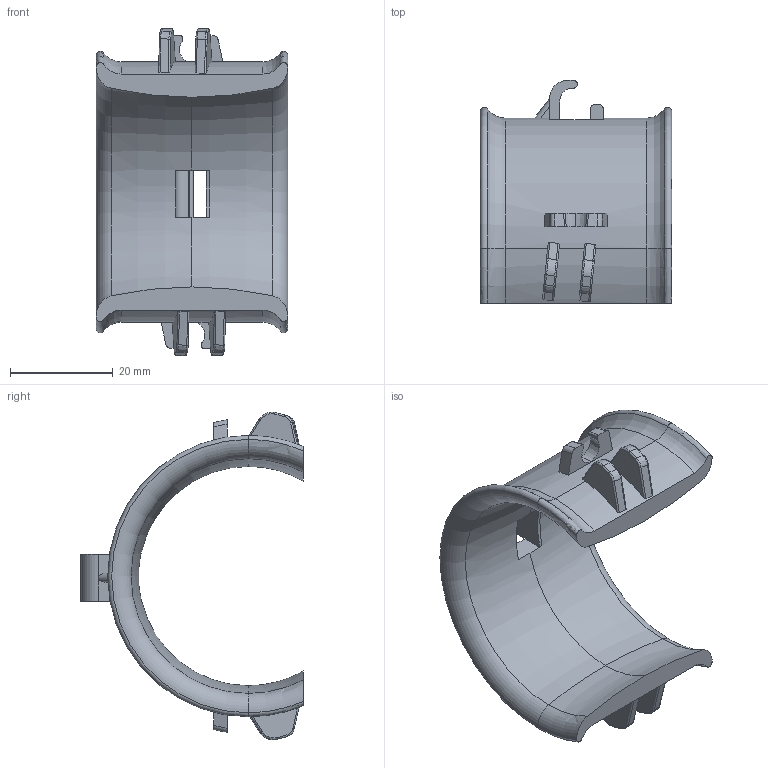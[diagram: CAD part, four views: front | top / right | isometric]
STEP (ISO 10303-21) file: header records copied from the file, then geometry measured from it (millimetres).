
FILE_DESCRIPTION (( 'STEP AP203' ), '1' );
FILE_NAME ('WBRS200.STEP', '2024-04-09T00:42:00', ( '' ), ( '' ), 'SwSTEP 2.0', 'SolidWorks 2021', '' );
FILE_SCHEMA (( 'CONFIG_CONTROL_DESIGN' ));
Length unit declared in the file: millimetre
Products named in the file (1): WBRS200
Bounding box: 37.2 x 43.32 x 63.61 mm (x, y, z)
Volume: 13085.5 mm3; surface area: 9239.5 mm2
Topology: 1 solids, 1 shells, 155 faces, 401 edges, 249 vertices
Faces by surface type: bspline 62, plane 38, torus 28, cylinder 19, cone 8
Entity records: 6544 total; most frequent: CARTESIAN_POINT 3276, ORIENTED_EDGE 802, DIRECTION 502, EDGE_CURVE 401, VERTEX_POINT 249, AXIS2_PLACEMENT_3D 212, B_SPLINE_CURVE_WITH_KNOTS 175, EDGE_LOOP 158
